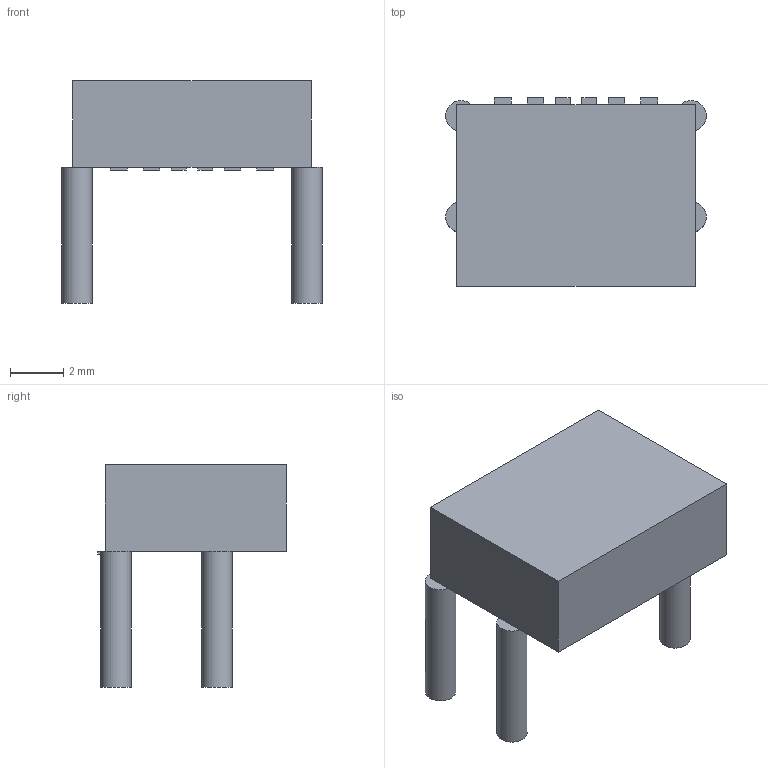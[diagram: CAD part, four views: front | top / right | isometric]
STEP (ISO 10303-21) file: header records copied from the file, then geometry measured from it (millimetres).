
FILE_DESCRIPTION(('FreeCAD Model'),'2;1');
FILE_NAME('2372041.1.2.stp','2020-04-07T19:30:18',( 'Author'),(''),'Open CASCADE STEP processor 6.9','FreeCAD','Unknown' );
FILE_SCHEMA(('AUTOMOTIVE_DESIGN { 1 0 10303 214 1 1 1 1 }'));
Length unit declared in the file: millimetre
Products named in the file (4): ASSEMBLY; Body; Pins; Leads
Assembly tree (6 placements, depth 2):
  ASSEMBLY
    Body
    Pins
    Leads  x4
Bounding box: 9.79 x 7.08 x 8.36 mm (x, y, z)
Volume: 282.7 mm3; surface area: 560.6 mm2
Topology: 23 solids, 23 shells, 90 faces, 132 edges, 88 vertices
Faces by surface type: plane 74, cylinder 16
Full cylindrical faces by diameter (mm): 1.146 x16
Entity records: 2708 total; most frequent: DIRECTION 418, CARTESIAN_POINT 413, LINE 272, VECTOR 272, ORIENTED_EDGE 192, PCURVE 192, DEFINITIONAL_REPRESENTATION 192, EDGE_CURVE 96
